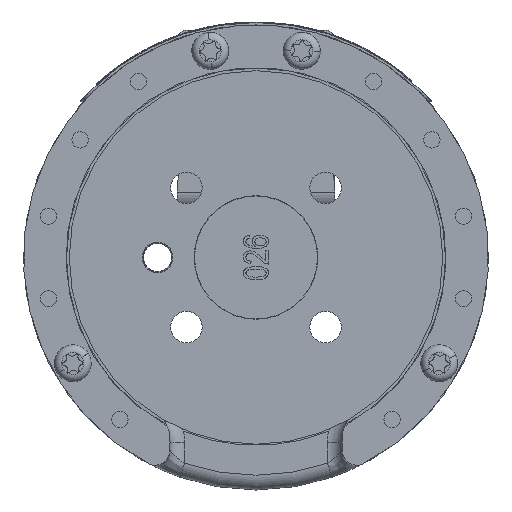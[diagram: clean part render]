
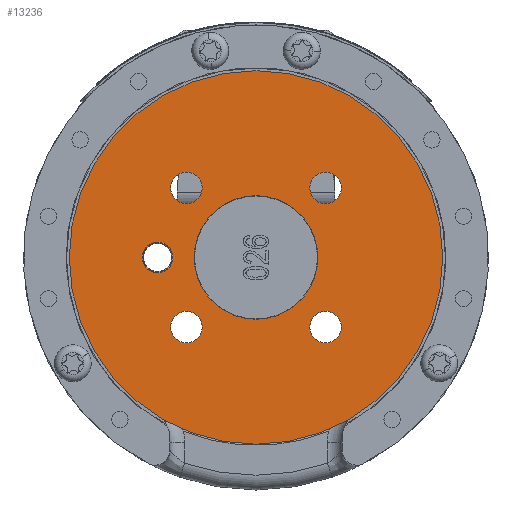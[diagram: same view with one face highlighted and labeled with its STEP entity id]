
A CAD part, front view. The second image highlights one B-rep face of the part: STEP entity #13236.
In plain terms, the highlighted planar face has unit normal (0, -1, 0).
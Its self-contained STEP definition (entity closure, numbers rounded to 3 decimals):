
#4 = DIRECTION ( 'NONE',  ( 1., 0., 0. ) ) ;
#20 = DIRECTION ( 'NONE',  ( 1., 0., 0. ) ) ;
#66 = CARTESIAN_POINT ( 'NONE',  ( 17.342, 5., 14.142 ) ) ;
#343 = DIRECTION ( 'NONE',  ( 0., 1., 0. ) ) ;
#862 = DIRECTION ( 'NONE',  ( 1., 0., 0. ) ) ;
#876 = DIRECTION ( 'NONE',  ( 0., 1., 0. ) ) ;
#1104 = VERTEX_POINT ( 'NONE', #13383 ) ;
#2471 = AXIS2_PLACEMENT_3D ( 'NONE', #18507, #2989, #21052 ) ;
#2505 = ORIENTED_EDGE ( 'NONE', *, *, #30849, .T. ) ;
#2621 = EDGE_CURVE ( 'NONE', #27882, #4768, #3742, .T. ) ;
#2989 = DIRECTION ( 'NONE',  ( 0., 1., 0. ) ) ;
#3031 = CIRCLE ( 'NONE', #2471, 3.2 ) ;
#3046 = AXIS2_PLACEMENT_3D ( 'NONE', #13112, #31062, #15728 ) ;
#3297 = DIRECTION ( 'NONE',  ( 0., 1., 0. ) ) ;
#3525 = AXIS2_PLACEMENT_3D ( 'NONE', #7253, #25310, #9885 ) ;
#3742 = CIRCLE ( 'NONE', #28326, 12.55 ) ;
#4116 = CARTESIAN_POINT ( 'NONE',  ( -20., 5., 0. ) ) ;
#4142 = AXIS2_PLACEMENT_3D ( 'NONE', #21699, #6238, #24281 ) ;
#4200 = AXIS2_PLACEMENT_3D ( 'NONE', #30913, #15576, #20 ) ;
#4478 = DIRECTION ( 'NONE',  ( 0., 1., 0. ) ) ;
#4552 = EDGE_CURVE ( 'NONE', #4768, #27882, #28648, .T. ) ;
#4768 = VERTEX_POINT ( 'NONE', #31957 ) ;
#5083 = EDGE_CURVE ( 'NONE', #14255, #1104, #18224, .T. ) ;
#5148 = EDGE_CURVE ( 'NONE', #15079, #15562, #5236, .T. ) ;
#5236 = CIRCLE ( 'NONE', #11154, 37.95 ) ;
#5261 = PLANE ( 'NONE',  #3046 ) ;
#5603 = FACE_BOUND ( 'NONE', #18735, .T. ) ;
#6238 = DIRECTION ( 'NONE',  ( 0., 1., 0. ) ) ;
#6259 = CARTESIAN_POINT ( 'NONE',  ( -14.142, 5., -14.142 ) ) ;
#6416 = FACE_BOUND ( 'NONE', #32895, .T. ) ;
#6701 = DIRECTION ( 'NONE',  ( 1., 0., 0. ) ) ;
#6811 = CARTESIAN_POINT ( 'NONE',  ( 14.142, 5., 14.142 ) ) ;
#7202 = AXIS2_PLACEMENT_3D ( 'NONE', #19955, #4478, #22527 ) ;
#7253 = CARTESIAN_POINT ( 'NONE',  ( 14.142, 5., -14.142 ) ) ;
#7725 = CARTESIAN_POINT ( 'NONE',  ( -16.9, 5., 0. ) ) ;
#8820 = CIRCLE ( 'NONE', #32974, 3.2 ) ;
#8876 = DIRECTION ( 'NONE',  ( 1., 0., 0. ) ) ;
#9442 = DIRECTION ( 'NONE',  ( 1., 0., 0. ) ) ;
#9559 = ORIENTED_EDGE ( 'NONE', *, *, #2621, .T. ) ;
#9580 = VERTEX_POINT ( 'NONE', #14661 ) ;
#9835 = EDGE_LOOP ( 'NONE', ( #21256, #2505 ) ) ;
#9885 = DIRECTION ( 'NONE',  ( 1., 0., 0. ) ) ;
#10273 = CARTESIAN_POINT ( 'NONE',  ( 10.942, 5., -14.142 ) ) ;
#10506 = VERTEX_POINT ( 'NONE', #7725 ) ;
#11154 = AXIS2_PLACEMENT_3D ( 'NONE', #15904, #343, #18484 ) ;
#11369 = CIRCLE ( 'NONE', #3525, 3.2 ) ;
#11542 = VERTEX_POINT ( 'NONE', #26857 ) ;
#11557 = CARTESIAN_POINT ( 'NONE',  ( 37.95, 5., 0. ) ) ;
#11793 = EDGE_LOOP ( 'NONE', ( #24234, #23925 ) ) ;
#12071 = CIRCLE ( 'NONE', #24797, 3.1 ) ;
#12373 = CIRCLE ( 'NONE', #21398, 3.2 ) ;
#12450 = ORIENTED_EDGE ( 'NONE', *, *, #16624, .T. ) ;
#12514 = CIRCLE ( 'NONE', #31180, 3.1 ) ;
#12535 = FACE_BOUND ( 'NONE', #13282, .T. ) ;
#13112 = CARTESIAN_POINT ( 'NONE',  ( 0., 5., 0. ) ) ;
#13206 = VERTEX_POINT ( 'NONE', #66 ) ;
#13236 = ADVANCED_FACE ( 'NONE', ( #19377, #26181, #6416, #12535, #5603, #32217, #25393 ), #5261, .F. ) ;
#13282 = EDGE_LOOP ( 'NONE', ( #32747, #13374 ) ) ;
#13374 = ORIENTED_EDGE ( 'NONE', *, *, #30430, .T. ) ;
#13383 = CARTESIAN_POINT ( 'NONE',  ( -17.342, 5., 14.142 ) ) ;
#13465 = CARTESIAN_POINT ( 'NONE',  ( 12.55, 5., 0. ) ) ;
#13794 = EDGE_CURVE ( 'NONE', #15562, #15079, #28554, .T. ) ;
#14224 = DIRECTION ( 'NONE',  ( 0., 1., 0. ) ) ;
#14255 = VERTEX_POINT ( 'NONE', #28633 ) ;
#14661 = CARTESIAN_POINT ( 'NONE',  ( 17.342, 5., -14.142 ) ) ;
#15079 = VERTEX_POINT ( 'NONE', #21707 ) ;
#15562 = VERTEX_POINT ( 'NONE', #11557 ) ;
#15565 = DIRECTION ( 'NONE',  ( 0., 1., 0. ) ) ;
#15576 = DIRECTION ( 'NONE',  ( 0., 1., 0. ) ) ;
#15676 = CARTESIAN_POINT ( 'NONE',  ( -10.942, 5., -14.142 ) ) ;
#15728 = DIRECTION ( 'NONE',  ( 1., 0., 0. ) ) ;
#15904 = CARTESIAN_POINT ( 'NONE',  ( 0., 5., 0. ) ) ;
#16388 = VERTEX_POINT ( 'NONE', #23952 ) ;
#16408 = DIRECTION ( 'NONE',  ( 0., 1., 0. ) ) ;
#16420 = CARTESIAN_POINT ( 'NONE',  ( -20., 5., 0. ) ) ;
#16624 = EDGE_CURVE ( 'NONE', #33308, #9580, #11369, .T. ) ;
#16837 = ORIENTED_EDGE ( 'NONE', *, *, #4552, .T. ) ;
#16961 = ORIENTED_EDGE ( 'NONE', *, *, #19321, .T. ) ;
#17143 = DIRECTION ( 'NONE',  ( 1., 0., 0. ) ) ;
#18097 = ORIENTED_EDGE ( 'NONE', *, *, #21705, .T. ) ;
#18224 = CIRCLE ( 'NONE', #4200, 3.2 ) ;
#18484 = DIRECTION ( 'NONE',  ( 1., 0., 0. ) ) ;
#18507 = CARTESIAN_POINT ( 'NONE',  ( -14.142, 5., 14.142 ) ) ;
#18735 = EDGE_LOOP ( 'NONE', ( #16961, #25832 ) ) ;
#18781 = EDGE_CURVE ( 'NONE', #24534, #11542, #8820, .T. ) ;
#18810 = CARTESIAN_POINT ( 'NONE',  ( 14.142, 5., 14.142 ) ) ;
#18989 = DIRECTION ( 'NONE',  ( 1., 0., 0. ) ) ;
#19321 = EDGE_CURVE ( 'NONE', #10506, #24540, #12071, .T. ) ;
#19364 = EDGE_CURVE ( 'NONE', #16388, #13206, #31760, .T. ) ;
#19377 = FACE_BOUND ( 'NONE', #9835, .T. ) ;
#19955 = CARTESIAN_POINT ( 'NONE',  ( 0., 5., 0. ) ) ;
#19983 = CIRCLE ( 'NONE', #31649, 3.2 ) ;
#20476 = ORIENTED_EDGE ( 'NONE', *, *, #19364, .T. ) ;
#21052 = DIRECTION ( 'NONE',  ( 1., 0., 0. ) ) ;
#21256 = ORIENTED_EDGE ( 'NONE', *, *, #18781, .T. ) ;
#21372 = DIRECTION ( 'NONE',  ( 1., 0., 0. ) ) ;
#21398 = AXIS2_PLACEMENT_3D ( 'NONE', #18810, #3297, #21372 ) ;
#21699 = CARTESIAN_POINT ( 'NONE',  ( 0., 5., 0. ) ) ;
#21705 = EDGE_CURVE ( 'NONE', #13206, #16388, #12373, .T. ) ;
#21707 = CARTESIAN_POINT ( 'NONE',  ( -37.95, 5., 0. ) ) ;
#22154 = DIRECTION ( 'NONE',  ( 0., 1., 0. ) ) ;
#22527 = DIRECTION ( 'NONE',  ( 1., 0., 0. ) ) ;
#22931 = EDGE_LOOP ( 'NONE', ( #16837, #9559 ) ) ;
#23629 = EDGE_LOOP ( 'NONE', ( #26888, #12450 ) ) ;
#23925 = ORIENTED_EDGE ( 'NONE', *, *, #13794, .F. ) ;
#23952 = CARTESIAN_POINT ( 'NONE',  ( 10.942, 5., 14.142 ) ) ;
#24234 = ORIENTED_EDGE ( 'NONE', *, *, #5148, .F. ) ;
#24281 = DIRECTION ( 'NONE',  ( 1., 0., 0. ) ) ;
#24300 = DIRECTION ( 'NONE',  ( 0., 1., 0. ) ) ;
#24534 = VERTEX_POINT ( 'NONE', #15676 ) ;
#24540 = VERTEX_POINT ( 'NONE', #28536 ) ;
#24797 = AXIS2_PLACEMENT_3D ( 'NONE', #4116, #22154, #6701 ) ;
#24862 = DIRECTION ( 'NONE',  ( 0., 1., 0. ) ) ;
#25310 = DIRECTION ( 'NONE',  ( 0., 1., 0. ) ) ;
#25393 = FACE_BOUND ( 'NONE', #22931, .T. ) ;
#25832 = ORIENTED_EDGE ( 'NONE', *, *, #27562, .T. ) ;
#26181 = FACE_BOUND ( 'NONE', #23629, .T. ) ;
#26856 = CIRCLE ( 'NONE', #32034, 3.2 ) ;
#26857 = CARTESIAN_POINT ( 'NONE',  ( -17.342, 5., -14.142 ) ) ;
#26888 = ORIENTED_EDGE ( 'NONE', *, *, #29520, .T. ) ;
#27562 = EDGE_CURVE ( 'NONE', #24540, #10506, #12514, .T. ) ;
#27882 = VERTEX_POINT ( 'NONE', #13465 ) ;
#28326 = AXIS2_PLACEMENT_3D ( 'NONE', #31769, #16408, #862 ) ;
#28536 = CARTESIAN_POINT ( 'NONE',  ( -23.1, 5., 0. ) ) ;
#28554 = CIRCLE ( 'NONE', #4142, 37.95 ) ;
#28633 = CARTESIAN_POINT ( 'NONE',  ( -10.942, 5., 14.142 ) ) ;
#28648 = CIRCLE ( 'NONE', #7202, 12.55 ) ;
#29520 = EDGE_CURVE ( 'NONE', #9580, #33308, #26856, .T. ) ;
#29571 = CARTESIAN_POINT ( 'NONE',  ( 14.142, 5., -14.142 ) ) ;
#30430 = EDGE_CURVE ( 'NONE', #1104, #14255, #3031, .T. ) ;
#30849 = EDGE_CURVE ( 'NONE', #11542, #24534, #19983, .T. ) ;
#30897 = CARTESIAN_POINT ( 'NONE',  ( -14.142, 5., -14.142 ) ) ;
#30913 = CARTESIAN_POINT ( 'NONE',  ( -14.142, 5., 14.142 ) ) ;
#31062 = DIRECTION ( 'NONE',  ( 0., 1., 0. ) ) ;
#31180 = AXIS2_PLACEMENT_3D ( 'NONE', #16420, #876, #18989 ) ;
#31649 = AXIS2_PLACEMENT_3D ( 'NONE', #30897, #15565, #4 ) ;
#31683 = AXIS2_PLACEMENT_3D ( 'NONE', #6811, #24862, #9442 ) ;
#31760 = CIRCLE ( 'NONE', #31683, 3.2 ) ;
#31769 = CARTESIAN_POINT ( 'NONE',  ( 0., 5., 0. ) ) ;
#31957 = CARTESIAN_POINT ( 'NONE',  ( -12.55, 5., 0. ) ) ;
#32034 = AXIS2_PLACEMENT_3D ( 'NONE', #29571, #14224, #17143 ) ;
#32217 = FACE_OUTER_BOUND ( 'NONE', #11793, .T. ) ;
#32747 = ORIENTED_EDGE ( 'NONE', *, *, #5083, .T. ) ;
#32895 = EDGE_LOOP ( 'NONE', ( #18097, #20476 ) ) ;
#32974 = AXIS2_PLACEMENT_3D ( 'NONE', #6259, #24300, #8876 ) ;
#33308 = VERTEX_POINT ( 'NONE', #10273 ) ;
